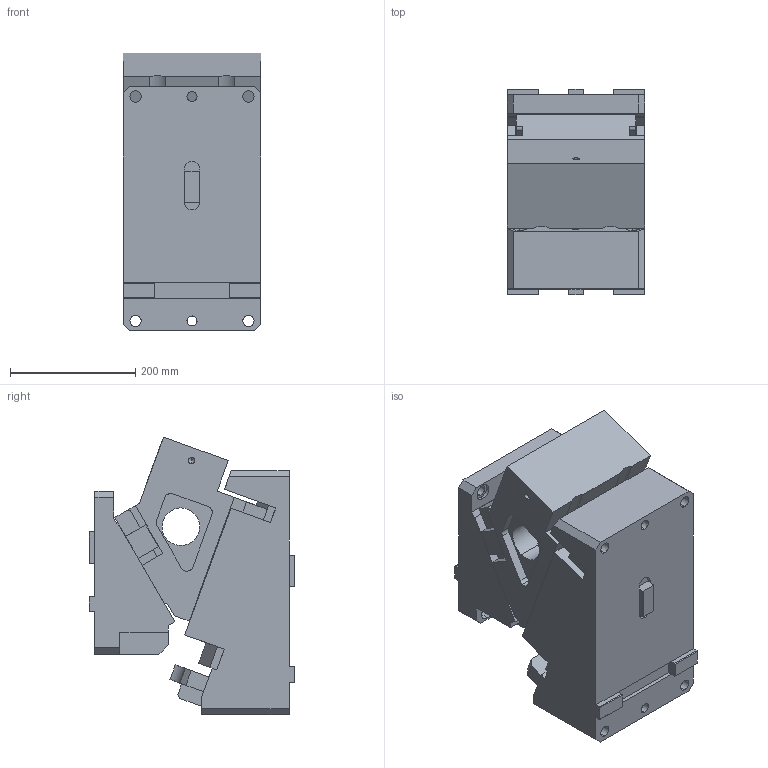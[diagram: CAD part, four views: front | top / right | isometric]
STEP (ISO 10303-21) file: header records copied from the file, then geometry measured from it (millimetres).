
FILE_DESCRIPTION(('CATIA V5 STEP Exchange'),'2;1');
FILE_NAME('CDCV_220_20_70.stp','2015-05-11T15:48:51+00:00',('none'),('none'),'CATIA Version 5 Release 19 SP 2 (IN-10)','CATIA V5 STEP AP203','none');
FILE_SCHEMA(('CONFIG_CONTROL_DESIGN'));
Length unit declared in the file: millimetre
Products named in the file (1): CDCV_220_20_70
Bounding box: 220 x 328 x 443.46 mm (x, y, z)
Volume: 19794824.3 mm3; surface area: 1063495.4 mm2
Topology: 3 solids, 3 shells, 318 faces, 866 edges, 565 vertices
Faces by surface type: plane 235, cylinder 76, cone 6, extrusion 1
Entity records: 10673 total; most frequent: CARTESIAN_POINT 2913, ORIENTED_EDGE 1720, DIRECTION 1330, EDGE_CURVE 860, VECTOR 696, LINE 695, VERTEX_POINT 565, AXIS2_PLACEMENT_3D 367
